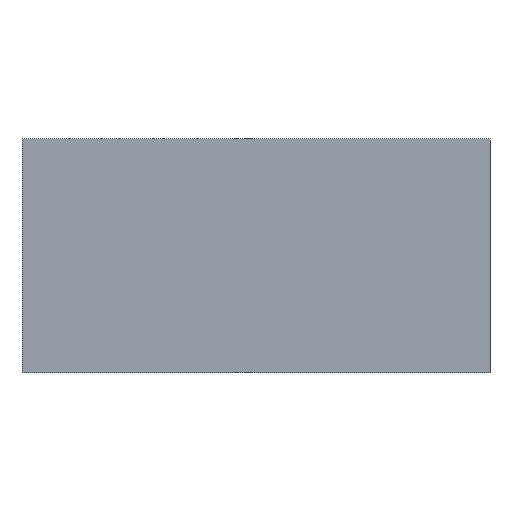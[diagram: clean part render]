
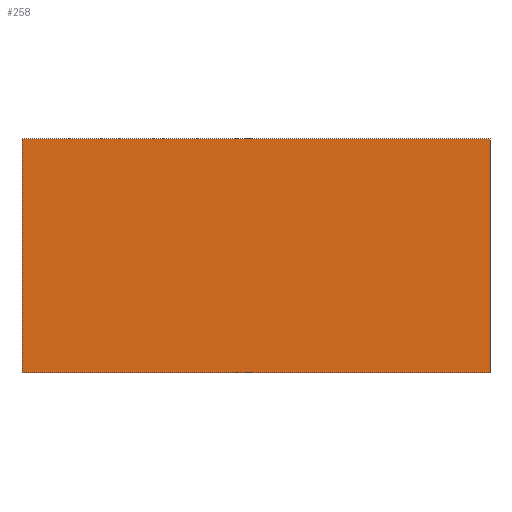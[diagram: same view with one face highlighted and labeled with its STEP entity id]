
A CAD part, front view. The second image highlights one B-rep face of the part: STEP entity #258.
In plain terms, the highlighted planar face has unit normal (0, -1, 0).
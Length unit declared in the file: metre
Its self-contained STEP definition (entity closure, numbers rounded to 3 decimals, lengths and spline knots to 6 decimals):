
#12=ORIENTED_EDGE('',*,*,#84,.T.);
#13=ORIENTED_EDGE('',*,*,#85,.F.);
#14=ORIENTED_EDGE('',*,*,#86,.F.);
#15=ORIENTED_EDGE('',*,*,#87,.F.);
#84=EDGE_CURVE('',#120,#121,#144,.T.);
#85=EDGE_CURVE('',#122,#121,#145,.T.);
#86=EDGE_CURVE('',#123,#122,#146,.T.);
#87=EDGE_CURVE('',#120,#123,#147,.T.);
#120=VERTEX_POINT('',#368);
#121=VERTEX_POINT('',#369);
#122=VERTEX_POINT('',#371);
#123=VERTEX_POINT('',#373);
#144=LINE('',#367,#180);
#145=LINE('',#370,#181);
#146=LINE('',#372,#182);
#147=LINE('',#374,#183);
#180=VECTOR('',#303,1.);
#181=VECTOR('',#304,1.);
#182=VECTOR('',#305,1.);
#183=VECTOR('',#306,1.);
#216=EDGE_LOOP('',(#12,#13,#14,#15));
#230=FACE_BOUND('',#216,.T.);
#244=PLANE('',#285);
#258=ADVANCED_FACE('',(#230),#244,.F.);
#285=AXIS2_PLACEMENT_3D('',#366,#301,#302);
#301=DIRECTION('',(0.,1.,0.));
#302=DIRECTION('',(0.,0.,1.));
#303=DIRECTION('',(1.,0.,0.));
#304=DIRECTION('',(0.,0.,-1.));
#305=DIRECTION('',(1.,0.,0.));
#306=DIRECTION('',(0.,0.,1.));
#366=CARTESIAN_POINT('',(-0.07,0.,0.));
#367=CARTESIAN_POINT('',(-0.07,0.,-0.03));
#368=CARTESIAN_POINT('',(-0.07,0.,-0.03));
#369=CARTESIAN_POINT('',(0.05,0.,-0.03));
#370=CARTESIAN_POINT('',(0.05,0.,0.));
#371=CARTESIAN_POINT('',(0.05,0.,0.03));
#372=CARTESIAN_POINT('',(-0.07,0.,0.03));
#373=CARTESIAN_POINT('',(-0.07,0.,0.03));
#374=CARTESIAN_POINT('',(-0.07,0.,0.));
